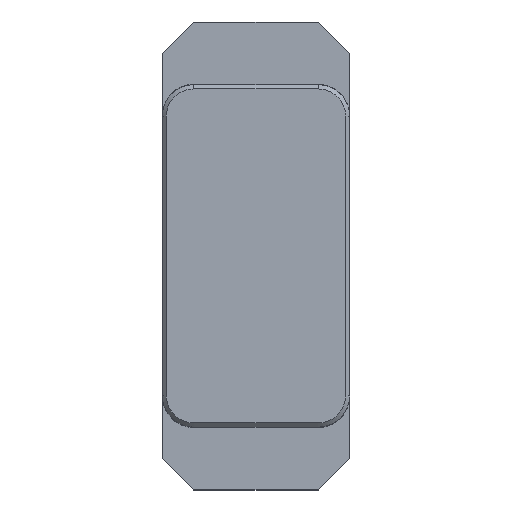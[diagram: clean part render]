
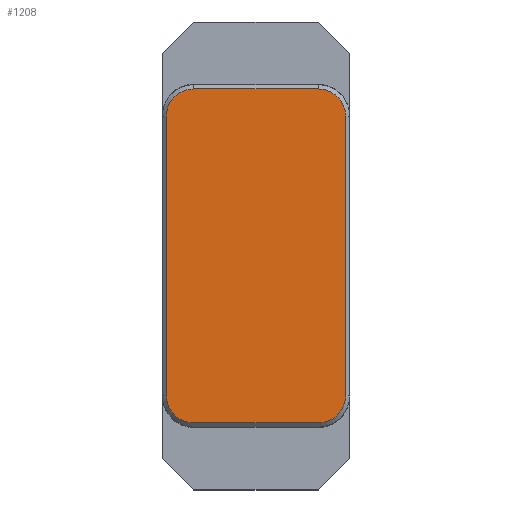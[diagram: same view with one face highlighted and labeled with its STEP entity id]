
A CAD part, top view. The second image highlights one B-rep face of the part: STEP entity #1208.
In plain terms, the highlighted planar face has unit normal (0, 0, 1).
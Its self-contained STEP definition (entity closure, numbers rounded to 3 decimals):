
#52=PLANE('',#1275);
#116=FACE_OUTER_BOUND('',#185,.T.);
#185=EDGE_LOOP('',(#1051,#1052,#1053,#1054,#1055,#1056,#1057,#1058,#1059,
#1060,#1061,#1062));
#278=LINE('',#1975,#401);
#283=LINE('',#2017,#406);
#286=LINE('',#2082,#409);
#291=LINE('',#2150,#414);
#401=VECTOR('',#1414,10.);
#406=VECTOR('',#1421,10.);
#409=VECTOR('',#1426,10.);
#414=VECTOR('',#1433,10.);
#477=B_SPLINE_CURVE_WITH_KNOTS('',3,(#1958,#1959,#1960,#1961,#1962),
 .UNSPECIFIED.,.F.,.F.,(4,1,4),(-1.565,-0.894,0.),
 .UNSPECIFIED.);
#480=B_SPLINE_CURVE_WITH_KNOTS('',3,(#2004,#2005,#2006,#2007,#2008),
 .UNSPECIFIED.,.F.,.F.,(4,1,4),(0.,0.671,
1.565),.UNSPECIFIED.);
#482=B_SPLINE_CURVE_WITH_KNOTS('',3,(#2038,#2039,#2040,#2041),
 .UNSPECIFIED.,.F.,.F.,(4,4),(1.565,1.571),
 .UNSPECIFIED.);
#483=B_SPLINE_CURVE_WITH_KNOTS('',3,(#2066,#2067,#2068,#2069,#2070,#2071,
#2072),.UNSPECIFIED.,.F.,.F.,(4,3,4),(-1.565,-0.671,
0.),.UNSPECIFIED.);
#486=B_SPLINE_CURVE_WITH_KNOTS('',3,(#2114,#2115,#2116,#2117,#2118,#2119,
#2120),.UNSPECIFIED.,.F.,.F.,(4,3,4),(0.,0.894,
1.565),.UNSPECIFIED.);
#488=B_SPLINE_CURVE_WITH_KNOTS('',3,(#2141,#2142,#2143,#2144),
 .UNSPECIFIED.,.F.,.F.,(4,4),(-1.571,-1.565),
 .UNSPECIFIED.);
#490=B_SPLINE_CURVE_WITH_KNOTS('',3,(#2174,#2175,#2176,#2177),
 .UNSPECIFIED.,.F.,.F.,(4,4),(1.565,1.571),
 .UNSPECIFIED.);
#492=B_SPLINE_CURVE_WITH_KNOTS('',3,(#2198,#2199,#2200,#2201),
 .UNSPECIFIED.,.F.,.F.,(4,4),(-1.571,-1.565),
 .UNSPECIFIED.);
#568=VERTEX_POINT('',#1955);
#569=VERTEX_POINT('',#1957);
#571=VERTEX_POINT('',#1971);
#573=VERTEX_POINT('',#1996);
#575=VERTEX_POINT('',#2010);
#578=VERTEX_POINT('',#2015);
#580=VERTEX_POINT('',#2063);
#581=VERTEX_POINT('',#2065);
#583=VERTEX_POINT('',#2081);
#585=VERTEX_POINT('',#2106);
#588=VERTEX_POINT('',#2147);
#589=VERTEX_POINT('',#2149);
#715=EDGE_CURVE('',#568,#569,#477,.T.);
#720=EDGE_CURVE('',#569,#571,#278,.T.);
#723=EDGE_CURVE('',#571,#573,#480,.T.);
#727=EDGE_CURVE('',#578,#575,#283,.T.);
#729=EDGE_CURVE('',#573,#578,#482,.T.);
#731=EDGE_CURVE('',#580,#581,#483,.T.);
#734=EDGE_CURVE('',#581,#583,#286,.T.);
#739=EDGE_CURVE('',#583,#585,#486,.T.);
#741=EDGE_CURVE('',#575,#580,#488,.T.);
#743=EDGE_CURVE('',#588,#589,#291,.T.);
#747=EDGE_CURVE('',#585,#588,#490,.T.);
#749=EDGE_CURVE('',#589,#568,#492,.T.);
#1051=ORIENTED_EDGE('',*,*,#743,.F.);
#1052=ORIENTED_EDGE('',*,*,#747,.F.);
#1053=ORIENTED_EDGE('',*,*,#739,.F.);
#1054=ORIENTED_EDGE('',*,*,#734,.F.);
#1055=ORIENTED_EDGE('',*,*,#731,.F.);
#1056=ORIENTED_EDGE('',*,*,#741,.F.);
#1057=ORIENTED_EDGE('',*,*,#727,.F.);
#1058=ORIENTED_EDGE('',*,*,#729,.F.);
#1059=ORIENTED_EDGE('',*,*,#723,.F.);
#1060=ORIENTED_EDGE('',*,*,#720,.F.);
#1061=ORIENTED_EDGE('',*,*,#715,.F.);
#1062=ORIENTED_EDGE('',*,*,#749,.F.);
#1208=ADVANCED_FACE('',(#116),#52,.T.);
#1275=AXIS2_PLACEMENT_3D('',#2225,#1458,#1459);
#1414=DIRECTION('',(1.,0.,0.));
#1421=DIRECTION('',(0.,-1.,0.));
#1426=DIRECTION('',(-1.,0.,0.));
#1433=DIRECTION('',(0.,1.,0.));
#1458=DIRECTION('center_axis',(0.,0.,1.));
#1459=DIRECTION('ref_axis',(0.,-1.,0.));
#1955=CARTESIAN_POINT('',(0.25,8.964,0.));
#1957=CARTESIAN_POINT('',(2.,10.706,0.));
#1958=CARTESIAN_POINT('Ctrl Pts',(0.25,8.964,0.));
#1959=CARTESIAN_POINT('Ctrl Pts',(0.252,9.356,0.));
#1960=CARTESIAN_POINT('Ctrl Pts',(0.574,10.27,0.));
#1961=CARTESIAN_POINT('Ctrl Pts',(1.478,10.706,0.));
#1962=CARTESIAN_POINT('Ctrl Pts',(2.,10.706,0.));
#1971=CARTESIAN_POINT('',(10.,10.706,0.));
#1975=CARTESIAN_POINT('',(0.,10.706,0.));
#1996=CARTESIAN_POINT('',(11.75,8.964,0.));
#2004=CARTESIAN_POINT('Ctrl Pts',(10.,10.706,0.));
#2005=CARTESIAN_POINT('Ctrl Pts',(10.391,10.706,0.));
#2006=CARTESIAN_POINT('Ctrl Pts',(11.306,10.389,0.));
#2007=CARTESIAN_POINT('Ctrl Pts',(11.747,9.486,0.));
#2008=CARTESIAN_POINT('Ctrl Pts',(11.75,8.964,0.));
#2010=CARTESIAN_POINT('',(11.75,-8.954,0.));
#2015=CARTESIAN_POINT('',(11.75,8.954,0.));
#2017=CARTESIAN_POINT('',(11.75,9.228,0.));
#2038=CARTESIAN_POINT('Ctrl Pts',(11.75,8.964,0.));
#2039=CARTESIAN_POINT('Ctrl Pts',(11.75,8.961,0.));
#2040=CARTESIAN_POINT('Ctrl Pts',(11.75,8.958,0.));
#2041=CARTESIAN_POINT('Ctrl Pts',(11.75,8.954,0.));
#2063=CARTESIAN_POINT('',(11.75,-8.964,0.));
#2065=CARTESIAN_POINT('',(10.,-10.706,0.));
#2066=CARTESIAN_POINT('Ctrl Pts',(11.75,-8.964,0.));
#2067=CARTESIAN_POINT('Ctrl Pts',(11.747,-9.486,0.));
#2068=CARTESIAN_POINT('Ctrl Pts',(11.495,-10.002,0.));
#2069=CARTESIAN_POINT('Ctrl Pts',(11.089,-10.327,0.));
#2070=CARTESIAN_POINT('Ctrl Pts',(10.783,-10.57,0.));
#2071=CARTESIAN_POINT('Ctrl Pts',(10.391,-10.706,0.));
#2072=CARTESIAN_POINT('Ctrl Pts',(10.,-10.706,0.));
#2081=CARTESIAN_POINT('',(2.,-10.706,0.));
#2082=CARTESIAN_POINT('',(0.,-10.706,0.));
#2106=CARTESIAN_POINT('',(0.25,-8.964,0.));
#2114=CARTESIAN_POINT('Ctrl Pts',(2.,-10.706,0.));
#2115=CARTESIAN_POINT('Ctrl Pts',(1.478,-10.706,0.));
#2116=CARTESIAN_POINT('Ctrl Pts',(0.962,-10.457,0.));
#2117=CARTESIAN_POINT('Ctrl Pts',(0.635,-10.052,0.));
#2118=CARTESIAN_POINT('Ctrl Pts',(0.39,-9.748,0.));
#2119=CARTESIAN_POINT('Ctrl Pts',(0.252,-9.356,0.));
#2120=CARTESIAN_POINT('Ctrl Pts',(0.25,-8.964,0.));
#2141=CARTESIAN_POINT('Ctrl Pts',(11.75,-8.954,0.));
#2142=CARTESIAN_POINT('Ctrl Pts',(11.75,-8.958,0.));
#2143=CARTESIAN_POINT('Ctrl Pts',(11.75,-8.961,0.));
#2144=CARTESIAN_POINT('Ctrl Pts',(11.75,-8.964,0.));
#2147=CARTESIAN_POINT('',(0.25,-8.954,0.));
#2149=CARTESIAN_POINT('',(0.25,8.954,0.));
#2150=CARTESIAN_POINT('',(0.25,9.228,0.));
#2174=CARTESIAN_POINT('Ctrl Pts',(0.25,-8.964,0.));
#2175=CARTESIAN_POINT('Ctrl Pts',(0.25,-8.961,0.));
#2176=CARTESIAN_POINT('Ctrl Pts',(0.25,-8.958,0.));
#2177=CARTESIAN_POINT('Ctrl Pts',(0.25,-8.954,0.));
#2198=CARTESIAN_POINT('Ctrl Pts',(0.25,8.954,0.));
#2199=CARTESIAN_POINT('Ctrl Pts',(0.25,8.958,0.));
#2200=CARTESIAN_POINT('Ctrl Pts',(0.25,8.961,0.));
#2201=CARTESIAN_POINT('Ctrl Pts',(0.25,8.964,0.));
#2225=CARTESIAN_POINT('Origin',(0.,10.956,0.));
